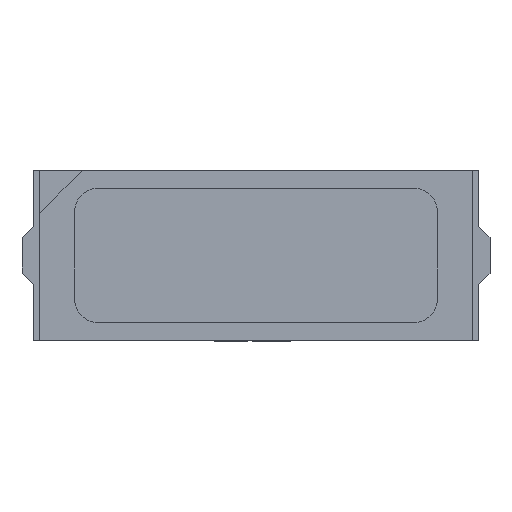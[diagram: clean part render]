
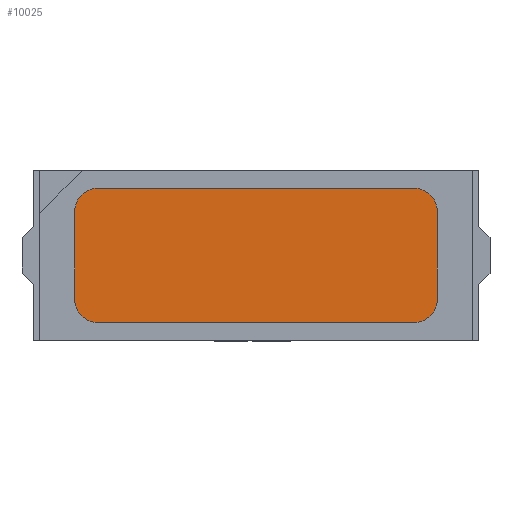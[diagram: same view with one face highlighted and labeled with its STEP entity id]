
A CAD part, top view. The second image highlights one B-rep face of the part: STEP entity #10025.
In plain terms, the highlighted planar face has unit normal (0, 0, 1).
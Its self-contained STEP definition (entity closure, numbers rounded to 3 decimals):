
#228 = DIRECTION ( 'NONE',  ( 0., 1., 0. ) ) ;
#291 = CARTESIAN_POINT ( 'NONE',  ( -1.55, 0., 0.7 ) ) ;
#303 = EDGE_LOOP ( 'NONE', ( #1280, #2785, #8419, #3570, #2811, #11048, #9413, #7447 ) ) ;
#364 = LINE ( 'NONE', #3336, #11938 ) ;
#421 = CARTESIAN_POINT ( 'NONE',  ( -1.55, 0.375, 0.7 ) ) ;
#437 = CARTESIAN_POINT ( 'NONE',  ( -1.55, -0.375, 0.7 ) ) ;
#646 = VERTEX_POINT ( 'NONE', #5637 ) ;
#669 = DIRECTION ( 'NONE',  ( 0., -1., 0. ) ) ;
#780 = CARTESIAN_POINT ( 'NONE',  ( 1.35, -0.575, 0.7 ) ) ;
#986 = VERTEX_POINT ( 'NONE', #11831 ) ;
#1280 = ORIENTED_EDGE ( 'NONE', *, *, #10203, .F. ) ;
#1294 = CIRCLE ( 'NONE', #7514, 0.2 ) ;
#1295 = VECTOR ( 'NONE', #5698, 1000. ) ;
#1441 = DIRECTION ( 'NONE',  ( 1., 0., 0. ) ) ;
#1505 = AXIS2_PLACEMENT_3D ( 'NONE', #8290, #6380, #5393 ) ;
#2785 = ORIENTED_EDGE ( 'NONE', *, *, #10760, .F. ) ;
#2811 = ORIENTED_EDGE ( 'NONE', *, *, #5919, .F. ) ;
#3215 = AXIS2_PLACEMENT_3D ( 'NONE', #5159, #9119, #1441 ) ;
#3319 = DIRECTION ( 'NONE',  ( 1., 0., 0. ) ) ;
#3336 = CARTESIAN_POINT ( 'NONE',  ( 0., 0.575, 0.7 ) ) ;
#3426 = CARTESIAN_POINT ( 'NONE',  ( 1.35, 0.375, 0.7 ) ) ;
#3502 = PLANE ( 'NONE',  #11277 ) ;
#3570 = ORIENTED_EDGE ( 'NONE', *, *, #7336, .F. ) ;
#3600 = CARTESIAN_POINT ( 'NONE',  ( 0., -0.575, 0.7 ) ) ;
#3798 = VERTEX_POINT ( 'NONE', #6620 ) ;
#4193 = DIRECTION ( 'NONE',  ( 0., 0., -1. ) ) ;
#5118 = CARTESIAN_POINT ( 'NONE',  ( 1.55, -0.375, 0.7 ) ) ;
#5159 = CARTESIAN_POINT ( 'NONE',  ( 1.35, -0.375, 0.7 ) ) ;
#5161 = LINE ( 'NONE', #291, #10698 ) ;
#5294 = EDGE_CURVE ( 'NONE', #9752, #7512, #7166, .T. ) ;
#5393 = DIRECTION ( 'NONE',  ( 1., 0., 0. ) ) ;
#5637 = CARTESIAN_POINT ( 'NONE',  ( 1.55, 0.375, 0.7 ) ) ;
#5698 = DIRECTION ( 'NONE',  ( -1., 0., 0. ) ) ;
#5919 = EDGE_CURVE ( 'NONE', #986, #12571, #11914, .T. ) ;
#6380 = DIRECTION ( 'NONE',  ( 0., 0., -1. ) ) ;
#6456 = VERTEX_POINT ( 'NONE', #6819 ) ;
#6620 = CARTESIAN_POINT ( 'NONE',  ( -1.35, 0.575, 0.7 ) ) ;
#6819 = CARTESIAN_POINT ( 'NONE',  ( 1.35, 0.575, 0.7 ) ) ;
#7166 = CIRCLE ( 'NONE', #3215, 0.2 ) ;
#7178 = EDGE_CURVE ( 'NONE', #646, #9752, #10693, .T. ) ;
#7229 = FACE_OUTER_BOUND ( 'NONE', #303, .T. ) ;
#7336 = EDGE_CURVE ( 'NONE', #12571, #11614, #5161, .T. ) ;
#7406 = DIRECTION ( 'NONE',  ( 1., 0., 0. ) ) ;
#7447 = ORIENTED_EDGE ( 'NONE', *, *, #7178, .F. ) ;
#7512 = VERTEX_POINT ( 'NONE', #780 ) ;
#7514 = AXIS2_PLACEMENT_3D ( 'NONE', #7632, #10509, #10700 ) ;
#7632 = CARTESIAN_POINT ( 'NONE',  ( -1.35, 0.375, 0.7 ) ) ;
#7825 = CARTESIAN_POINT ( 'NONE',  ( 1.55, 0., 0.7 ) ) ;
#8290 = CARTESIAN_POINT ( 'NONE',  ( -1.35, -0.375, 0.7 ) ) ;
#8356 = CIRCLE ( 'NONE', #10047, 0.2 ) ;
#8419 = ORIENTED_EDGE ( 'NONE', *, *, #11408, .F. ) ;
#9119 = DIRECTION ( 'NONE',  ( 0., 0., -1. ) ) ;
#9413 = ORIENTED_EDGE ( 'NONE', *, *, #5294, .F. ) ;
#9456 = VECTOR ( 'NONE', #669, 1000. ) ;
#9752 = VERTEX_POINT ( 'NONE', #5118 ) ;
#10025 = ADVANCED_FACE ( 'NONE', ( #7229 ), #3502, .T. ) ;
#10047 = AXIS2_PLACEMENT_3D ( 'NONE', #3426, #4193, #7406 ) ;
#10203 = EDGE_CURVE ( 'NONE', #6456, #646, #8356, .T. ) ;
#10509 = DIRECTION ( 'NONE',  ( 0., 0., -1. ) ) ;
#10693 = LINE ( 'NONE', #7825, #9456 ) ;
#10698 = VECTOR ( 'NONE', #228, 1000. ) ;
#10700 = DIRECTION ( 'NONE',  ( 1., 0., 0. ) ) ;
#10760 = EDGE_CURVE ( 'NONE', #3798, #6456, #364, .T. ) ;
#11048 = ORIENTED_EDGE ( 'NONE', *, *, #11855, .F. ) ;
#11277 = AXIS2_PLACEMENT_3D ( 'NONE', #12244, #12373, #3319 ) ;
#11408 = EDGE_CURVE ( 'NONE', #11614, #3798, #1294, .T. ) ;
#11421 = LINE ( 'NONE', #3600, #1295 ) ;
#11614 = VERTEX_POINT ( 'NONE', #421 ) ;
#11831 = CARTESIAN_POINT ( 'NONE',  ( -1.35, -0.575, 0.7 ) ) ;
#11855 = EDGE_CURVE ( 'NONE', #7512, #986, #11421, .T. ) ;
#11914 = CIRCLE ( 'NONE', #1505, 0.2 ) ;
#11938 = VECTOR ( 'NONE', #12323, 1000. ) ;
#12244 = CARTESIAN_POINT ( 'NONE',  ( 0., 0., 0.7 ) ) ;
#12323 = DIRECTION ( 'NONE',  ( 1., 0., 0. ) ) ;
#12373 = DIRECTION ( 'NONE',  ( 0., 0., 1. ) ) ;
#12571 = VERTEX_POINT ( 'NONE', #437 ) ;
